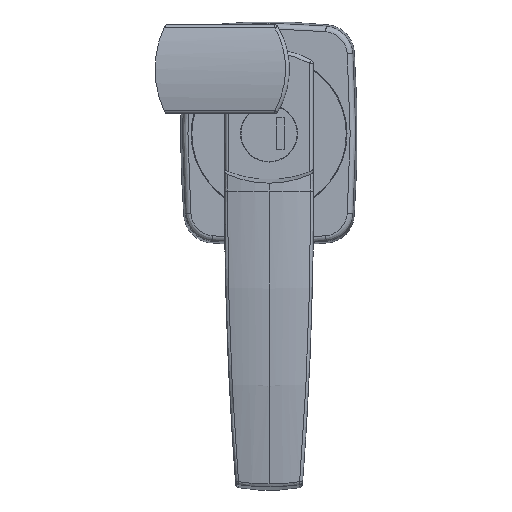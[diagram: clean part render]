
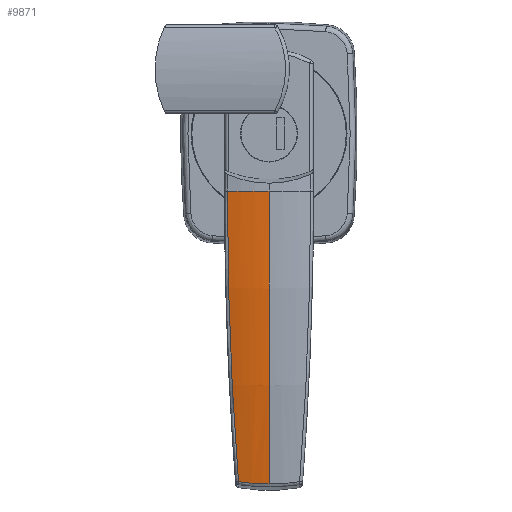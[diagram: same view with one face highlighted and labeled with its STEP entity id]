
A CAD part, top view. The second image highlights one B-rep face of the part: STEP entity #9871.
In plain terms, the highlighted toroidal (fillet/blend) face has major radius 450 mm and minor radius 500 mm.
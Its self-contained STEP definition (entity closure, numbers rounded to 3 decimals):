
#314 = TOROIDAL_SURFACE ( 'NONE', #1568, -450., 500. ) ;
#668 = DIRECTION ( 'NONE',  ( 0., 0., 1. ) ) ;
#1568 = AXIS2_PLACEMENT_3D ( 'NONE', #23968, #10027, #6204 ) ;
#2021 = EDGE_CURVE ( 'NONE', #24294, #12000, #13947, .T. ) ;
#2091 = AXIS2_PLACEMENT_3D ( 'NONE', #4845, #24070, #668 ) ;
#2915 = EDGE_LOOP ( 'NONE', ( #10794, #22775, #11334, #11626 ) ) ;
#3487 = VERTEX_POINT ( 'NONE', #7842 ) ;
#4317 = DIRECTION ( 'NONE',  ( 0., 0., 1. ) ) ;
#4845 = CARTESIAN_POINT ( 'NONE',  ( 0., -15.64, -464. ) ) ;
#5195 = CARTESIAN_POINT ( 'NONE',  ( -11.305, -18.953, 34.705 ) ) ;
#5450 = CARTESIAN_POINT ( 'NONE',  ( -11.025, -42.108, 34.095 ) ) ;
#6204 = DIRECTION ( 'NONE',  ( 0., 0., 1. ) ) ;
#7310 = CARTESIAN_POINT ( 'NONE',  ( -11.298, -15.64, 34.707 ) ) ;
#7842 = CARTESIAN_POINT ( 'NONE',  ( -8.316, -94.654, 28.919 ) ) ;
#7859 = CARTESIAN_POINT ( 'NONE',  ( -8.316, -94.654, 28.919 ) ) ;
#9871 = ADVANCED_FACE ( 'NONE', ( #12498 ), #314, .T. ) ;
#10027 = DIRECTION ( 'NONE',  ( 0., 1., 0. ) ) ;
#10794 = ORIENTED_EDGE ( 'NONE', *, *, #25373, .T. ) ;
#10841 = EDGE_CURVE ( 'NONE', #18724, #3487, #19747, .T. ) ;
#11046 = CARTESIAN_POINT ( 'NONE',  ( -8.316, -94.654, 28.919 ) ) ;
#11334 = ORIENTED_EDGE ( 'NONE', *, *, #11910, .F. ) ;
#11593 = CARTESIAN_POINT ( 'NONE',  ( -11.298, -15.64, 34.707 ) ) ;
#11626 = ORIENTED_EDGE ( 'NONE', *, *, #10841, .T. ) ;
#11910 = EDGE_CURVE ( 'NONE', #18724, #12000, #21182, .T. ) ;
#12000 = VERTEX_POINT ( 'NONE', #22415 ) ;
#12498 = FACE_OUTER_BOUND ( 'NONE', #2915, .T. ) ;
#13189 = CARTESIAN_POINT ( 'NONE',  ( -10.095, -68.459, 32.291 ) ) ;
#13274 = CARTESIAN_POINT ( 'NONE',  ( -10.842, -48.705, 33.734 ) ) ;
#13947 = CIRCLE ( 'NONE', #2091, 500. ) ;
#15588 = CARTESIAN_POINT ( 'NONE',  ( -5.561, -95.057, 29.387 ) ) ;
#15597 = AXIS2_PLACEMENT_3D ( 'NONE', #24064, #23981, #4317 ) ;
#17479 = CARTESIAN_POINT ( 'NONE',  ( -2.789, -95.26, 29.62 ) ) ;
#18405 = CARTESIAN_POINT ( 'NONE',  ( 0., -95.26, 29.62 ) ) ;
#18724 = VERTEX_POINT ( 'NONE', #11593 ) ;
#19044 = CARTESIAN_POINT ( 'NONE',  ( -9.335, -81.581, 30.853 ) ) ;
#19508 = B_SPLINE_CURVE_WITH_KNOTS ( 'NONE', 3,
 ( #7859, #15588, #17479, #23332 ),
 .UNSPECIFIED., .F., .F.,
 ( 4, 4 ),
 ( 0., 0.008 ),
 .UNSPECIFIED. ) ;
#19747 = B_SPLINE_CURVE_WITH_KNOTS ( 'NONE', 3,
 ( #7310, #5195, #22936, #24933, #22766, #5450, #13274, #13189, #19044, #11046 ),
 .UNSPECIFIED., .F., .F.,
 ( 4, 2, 2, 2, 4 ),
 ( 0., 0.01, 0.02, 0.04, 0.08 ),
 .UNSPECIFIED. ) ;
#21182 = CIRCLE ( 'NONE', #15597, 50. ) ;
#22415 = CARTESIAN_POINT ( 'NONE',  ( 0., -15.64, 36. ) ) ;
#22766 = CARTESIAN_POINT ( 'NONE',  ( -11.202, -32.195, 34.459 ) ) ;
#22775 = ORIENTED_EDGE ( 'NONE', *, *, #2021, .T. ) ;
#22936 = CARTESIAN_POINT ( 'NONE',  ( -11.296, -22.267, 34.674 ) ) ;
#23332 = CARTESIAN_POINT ( 'NONE',  ( 0., -95.26, 29.62 ) ) ;
#23968 = CARTESIAN_POINT ( 'NONE',  ( 0., -15.64, -14. ) ) ;
#23981 = DIRECTION ( 'NONE',  ( 0., 1., 0. ) ) ;
#24064 = CARTESIAN_POINT ( 'NONE',  ( 0., -15.64, -14. ) ) ;
#24070 = DIRECTION ( 'NONE',  ( -1., 0., 0. ) ) ;
#24294 = VERTEX_POINT ( 'NONE', #18405 ) ;
#24933 = CARTESIAN_POINT ( 'NONE',  ( -11.244, -28.888, 34.55 ) ) ;
#25373 = EDGE_CURVE ( 'NONE', #3487, #24294, #19508, .T. ) ;
